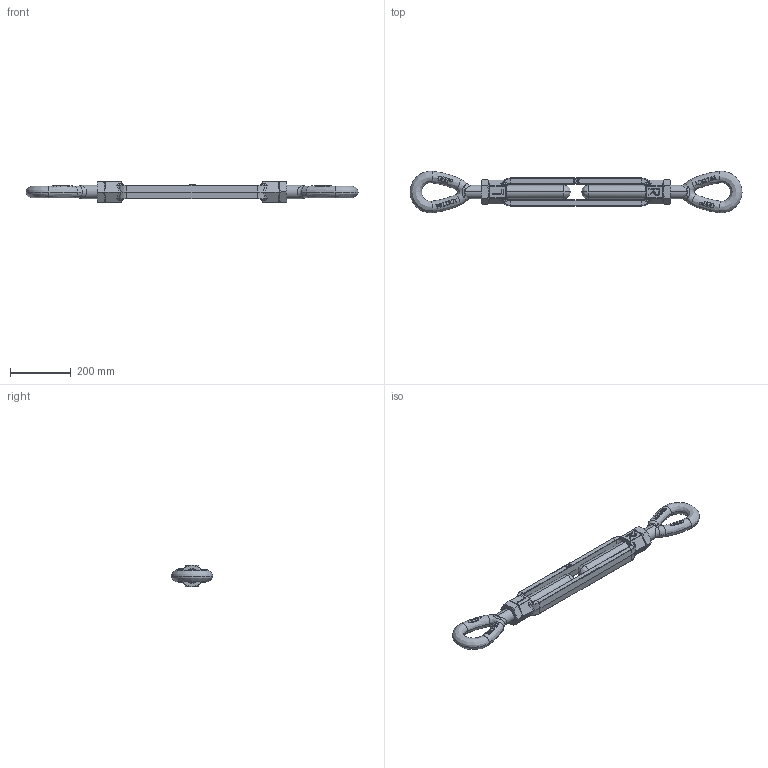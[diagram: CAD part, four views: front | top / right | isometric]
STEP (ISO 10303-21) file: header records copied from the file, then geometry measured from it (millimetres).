
FILE_DESCRIPTION(('STEP AP214'),'1');
FILE_NAME('ssgpoo4518.stp','2017-03-31T06:43:39',('TraceParts'),('TraceParts S.A.'),'Spatial InterOp 3D',' ',' ');
FILE_SCHEMA(('automotive_design'));
Length unit declared in the file: millimetre
Products named in the file (8): ssgpoo4518_1; ssgpoo4518_2; ssgpoo4518_3; ssgpoo4518_4; ssgpoo4518_5; ssgpoo4518_6; ssgpoo4518_7; ssgpoo4518_8
Bounding box: 1095 x 136.73 x 71 mm (x, y, z)
Volume: 3168625.7 mm3; surface area: 392913.1 mm2
Topology: 8 solids, 8 shells, 614 faces, 1566 edges, 980 vertices
Faces by surface type: plane 278, bspline 170, cylinder 118, cone 48
Entity records: 34688 total; most frequent: CARTESIAN_POINT 16676, ORIENTED_EDGE 3108, DIRECTION 2020, EDGE_CURVE 1554, VERTEX_POINT 980, AXIS2_PLACEMENT_3D 700, B_SPLINE_CURVE_WITH_KNOTS 658, EDGE_LOOP 650
